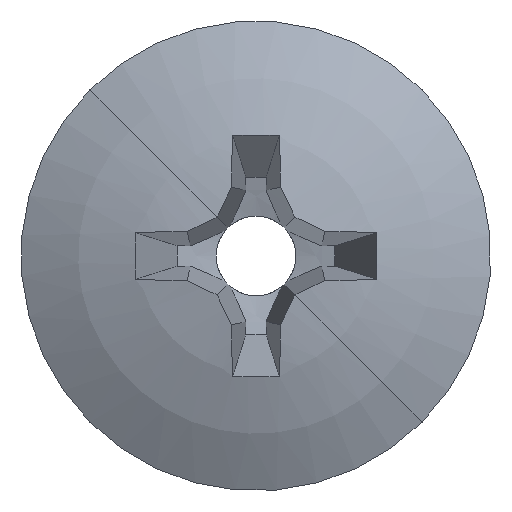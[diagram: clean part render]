
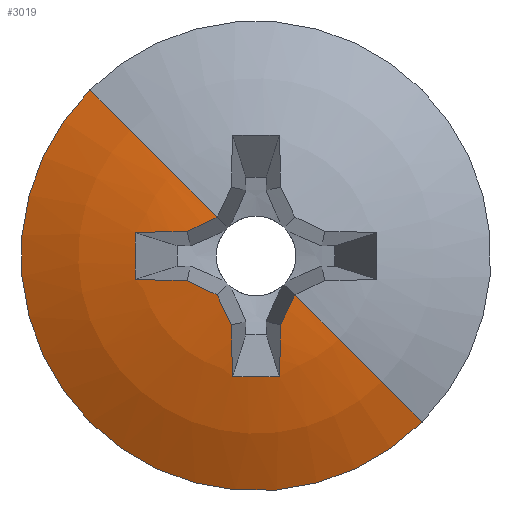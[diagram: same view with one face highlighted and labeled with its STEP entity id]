
A CAD part, left-side view. The second image highlights one B-rep face of the part: STEP entity #3019.
In plain terms, the highlighted spherical face has radius 5.452 mm.
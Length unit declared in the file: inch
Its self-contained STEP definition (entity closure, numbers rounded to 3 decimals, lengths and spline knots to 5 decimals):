
#1203=CARTESIAN_POINT('',(0.14257,0.01131,
0.01131));
#1204=DIRECTION('',(-0.128,0.701,0.701));
#1205=DIRECTION('',(-0.959,0.092,-0.268));
#1206=AXIS2_PLACEMENT_3D('',#1203,#1204,#1205);
#1208=CARTESIAN_POINT('',(-0.06856,0.,-0.02484));
#1209=CARTESIAN_POINT('',(-0.06849,0.00152,
-0.02539));
#1210=CARTESIAN_POINT('',(-0.06833,0.00454,
-0.02647));
#1211=CARTESIAN_POINT('',(-0.06799,0.00896,
-0.02803));
#1212=CARTESIAN_POINT('',(-0.06766,0.01227,
-0.02919));
#1213=CARTESIAN_POINT('',(-0.06746,0.01399,
-0.02979));
#1215=CARTESIAN_POINT('',(-0.06746,-0.01399,
-0.02979));
#1216=CARTESIAN_POINT('',(-0.06766,-0.01225,
-0.02918));
#1217=CARTESIAN_POINT('',(-0.06799,-0.00893,
-0.02802));
#1218=CARTESIAN_POINT('',(-0.06833,-0.0045,
-0.02645));
#1219=CARTESIAN_POINT('',(-0.06849,-0.0015,
-0.02538));
#1220=CARTESIAN_POINT('',(-0.06856,0.,-0.02484));
#1222=CARTESIAN_POINT('',(0.14257,-0.01131,
0.01131));
#1223=DIRECTION('',(-0.128,-0.701,0.701));
#1224=DIRECTION('',(-0.981,-0.012,-0.192));
#1225=AXIS2_PLACEMENT_3D('',#1222,#1223,#1224);
#1227=CARTESIAN_POINT('',(0.13324,0.01932,
0.01932));
#1228=DIRECTION('',(-0.385,0.653,0.653));
#1229=DIRECTION('',(-0.922,-0.237,-0.307));
#1230=AXIS2_PLACEMENT_3D('',#1227,#1228,#1229);
#1232=CARTESIAN_POINT('',(0.14257,0.01131,
-0.01131));
#1233=DIRECTION('',(-0.128,0.701,-0.701));
#1234=DIRECTION('',(-0.959,-0.268,-0.092));
#1235=AXIS2_PLACEMENT_3D('',#1232,#1233,#1234);
#1237=CARTESIAN_POINT('',(-0.06856,-0.02484,0.));
#1238=CARTESIAN_POINT('',(-0.06853,-0.02505,
-0.00058));
#1239=CARTESIAN_POINT('',(-0.06848,-0.02546,
-0.00173));
#1240=CARTESIAN_POINT('',(-0.06838,-0.02608,
-0.00347));
#1241=CARTESIAN_POINT('',(-0.06827,-0.0267,
-0.0052));
#1242=CARTESIAN_POINT('',(-0.06814,-0.02731,
-0.00694));
#1243=CARTESIAN_POINT('',(-0.068,-0.02792,
-0.00866));
#1244=CARTESIAN_POINT('',(-0.06784,-0.02853,
-0.0104));
#1245=CARTESIAN_POINT('',(-0.06767,-0.02915,
-0.01217));
#1246=CARTESIAN_POINT('',(-0.06753,-0.02958,
-0.01338));
#1247=CARTESIAN_POINT('',(-0.06746,-0.02979,
-0.01399));
#1249=CARTESIAN_POINT('',(0.14464,0.,0.));
#1250=DIRECTION('',(0.,0.,-1.));
#1251=DIRECTION('',(-0.87,-0.494,0.));
#1252=AXIS2_PLACEMENT_3D('',#1249,#1250,#1251);
#1254=CARTESIAN_POINT('',(-0.042,0.,0.));
#1255=DIRECTION('',(-1.,0.,0.));
#1256=DIRECTION('',(0.,1.,0.));
#1257=AXIS2_PLACEMENT_3D('',#1254,#1255,#1256);
#1259=CARTESIAN_POINT('',(0.14464,0.,0.));
#1260=DIRECTION('',(0.,0.,1.));
#1261=DIRECTION('',(-0.87,0.494,0.));
#1262=AXIS2_PLACEMENT_3D('',#1259,#1260,#1261);
#1264=CARTESIAN_POINT('',(-0.06746,0.02979,
-0.01399));
#1265=CARTESIAN_POINT('',(-0.06753,0.02958,
-0.01339));
#1266=CARTESIAN_POINT('',(-0.06766,0.02916,
-0.01219));
#1267=CARTESIAN_POINT('',(-0.06784,0.02854,
-0.01042));
#1268=CARTESIAN_POINT('',(-0.068,0.02792,
-0.00866));
#1269=CARTESIAN_POINT('',(-0.06815,0.0273,
-0.00691));
#1270=CARTESIAN_POINT('',(-0.06827,0.02669,
-0.00518));
#1271=CARTESIAN_POINT('',(-0.06838,0.02608,
-0.00346));
#1272=CARTESIAN_POINT('',(-0.06848,0.02546,
-0.00173));
#1273=CARTESIAN_POINT('',(-0.06853,0.02505,
-0.00058));
#1274=CARTESIAN_POINT('',(-0.06856,0.02484,0.));
#1276=CARTESIAN_POINT('',(0.14257,-0.01131,
-0.01131));
#1277=DIRECTION('',(0.128,0.701,0.701));
#1278=DIRECTION('',(-0.959,0.268,-0.092));
#1279=AXIS2_PLACEMENT_3D('',#1276,#1277,#1278);
#1281=CARTESIAN_POINT('',(0.13324,-0.01932,
0.01932));
#1282=DIRECTION('',(0.385,0.653,-0.653));
#1283=DIRECTION('',(-0.922,0.237,-0.307));
#1284=AXIS2_PLACEMENT_3D('',#1281,#1282,#1283);
#1407=CARTESIAN_POINT('',(-0.06856,-0.02484,0.));
#1453=CARTESIAN_POINT('',(-0.06856,0.02484,0.));
#1716=CARTESIAN_POINT('',(-0.042,0.106,0.));
#1718=VERTEX_POINT('',#1716);
#1720=CARTESIAN_POINT('',(-0.042,-0.106,0.));
#1722=VERTEX_POINT('',#1720);
#1752=VERTEX_POINT('',#1407);
#1767=VERTEX_POINT('',#1453);
#1768=CARTESIAN_POINT('',(-0.06271,0.03104,
-0.04597));
#1769=CARTESIAN_POINT('',(-0.06746,0.01399,
-0.02979));
#1770=VERTEX_POINT('',#1768);
#1771=VERTEX_POINT('',#1769);
#1772=VERTEX_POINT('',#1208);
#1773=VERTEX_POINT('',#1215);
#1774=CARTESIAN_POINT('',(-0.06271,-0.03104,
-0.04597));
#1775=VERTEX_POINT('',#1774);
#1776=CARTESIAN_POINT('',(-0.06271,-0.04597,
-0.03104));
#1777=VERTEX_POINT('',#1776);
#1778=CARTESIAN_POINT('',(-0.06746,-0.02979,
-0.01399));
#1779=VERTEX_POINT('',#1778);
#1780=VERTEX_POINT('',#1264);
#1781=CARTESIAN_POINT('',(-0.06271,0.04597,
-0.03104));
#1782=VERTEX_POINT('',#1781);
#2987=CARTESIAN_POINT('',(0.14464,0.,0.));
#2988=DIRECTION('',(1.,0.,0.));
#2989=DIRECTION('',(0.,-1.,0.));
#2990=AXIS2_PLACEMENT_3D('',#2987,#2988,#2989);
#2991=SPHERICAL_SURFACE('',#2990,0.21464);
#2993=ORIENTED_EDGE('',*,*,#2992,.T.);
#2995=ORIENTED_EDGE('',*,*,#2994,.F.);
#2997=ORIENTED_EDGE('',*,*,#2996,.F.);
#2999=ORIENTED_EDGE('',*,*,#2998,.T.);
#3001=ORIENTED_EDGE('',*,*,#3000,.T.);
#3003=ORIENTED_EDGE('',*,*,#3002,.T.);
#3005=ORIENTED_EDGE('',*,*,#3004,.F.);
#3007=ORIENTED_EDGE('',*,*,#3006,.F.);
#3008=ORIENTED_EDGE('',*,*,#2980,.F.);
#3010=ORIENTED_EDGE('',*,*,#3009,.T.);
#3012=ORIENTED_EDGE('',*,*,#3011,.F.);
#3014=ORIENTED_EDGE('',*,*,#3013,.F.);
#3016=ORIENTED_EDGE('',*,*,#3015,.F.);
#3017=EDGE_LOOP('',(#2993,#2995,#2997,#2999,#3001,#3003,#3005,#3007,#3008,#3010,
#3012,#3014,#3016));
#3018=FACE_OUTER_BOUND('',#3017,.F.);
#1207=CIRCLE('',#1206,0.21404);
#1214=B_SPLINE_CURVE_WITH_KNOTS('',3,(#1208,#1209,#1210,#1211,#1212,#1213),
.UNSPECIFIED.,.F.,.F.,(4,1,1,4),(0.,0.33333,0.66667,1.),
.UNSPECIFIED.);
#1221=B_SPLINE_CURVE_WITH_KNOTS('',3,(#1215,#1216,#1217,#1218,#1219,#1220),
.UNSPECIFIED.,.F.,.F.,(4,1,1,4),(0.,0.33333,0.66667,1.),
.UNSPECIFIED.);
#1226=CIRCLE('',#1225,0.21404);
#1231=CIRCLE('',#1230,0.21259);
#1236=CIRCLE('',#1235,0.21404);
#1248=B_SPLINE_CURVE_WITH_KNOTS('',3,(#1237,#1238,#1239,#1240,#1241,#1242,#1243,
#1244,#1245,#1246,#1247),.UNSPECIFIED.,.F.,.F.,(4,1,1,1,1,1,1,1,4),(0.,
0.125,0.25,0.375,0.5,0.625,0.75,0.875,1.),.UNSPECIFIED.);
#1253=CIRCLE('',#1252,0.21464);
#1258=CIRCLE('',#1257,0.106);
#1263=CIRCLE('',#1262,0.21464);
#1275=B_SPLINE_CURVE_WITH_KNOTS('',3,(#1264,#1265,#1266,#1267,#1268,#1269,#1270,
#1271,#1272,#1273,#1274),.UNSPECIFIED.,.F.,.F.,(4,1,1,1,1,1,1,1,4),(0.,
0.125,0.25,0.375,0.5,0.625,0.75,0.875,1.),.UNSPECIFIED.);
#1280=CIRCLE('',#1279,0.21404);
#1285=CIRCLE('',#1284,0.21259);
#2980=EDGE_CURVE('',#1718,#1722,#1258,.T.);
#2992=EDGE_CURVE('',#1770,#1771,#1207,.T.);
#2994=EDGE_CURVE('',#1772,#1771,#1214,.T.);
#2996=EDGE_CURVE('',#1773,#1772,#1221,.T.);
#2998=EDGE_CURVE('',#1773,#1775,#1226,.T.);
#3000=EDGE_CURVE('',#1775,#1777,#1231,.T.);
#3002=EDGE_CURVE('',#1777,#1779,#1236,.T.);
#3004=EDGE_CURVE('',#1752,#1779,#1248,.T.);
#3006=EDGE_CURVE('',#1722,#1752,#1253,.T.);
#3009=EDGE_CURVE('',#1718,#1767,#1263,.T.);
#3011=EDGE_CURVE('',#1780,#1767,#1275,.T.);
#3013=EDGE_CURVE('',#1782,#1780,#1280,.T.);
#3015=EDGE_CURVE('',#1770,#1782,#1285,.T.);
#3019=ADVANCED_FACE('',(#3018),#2991,.T.);
